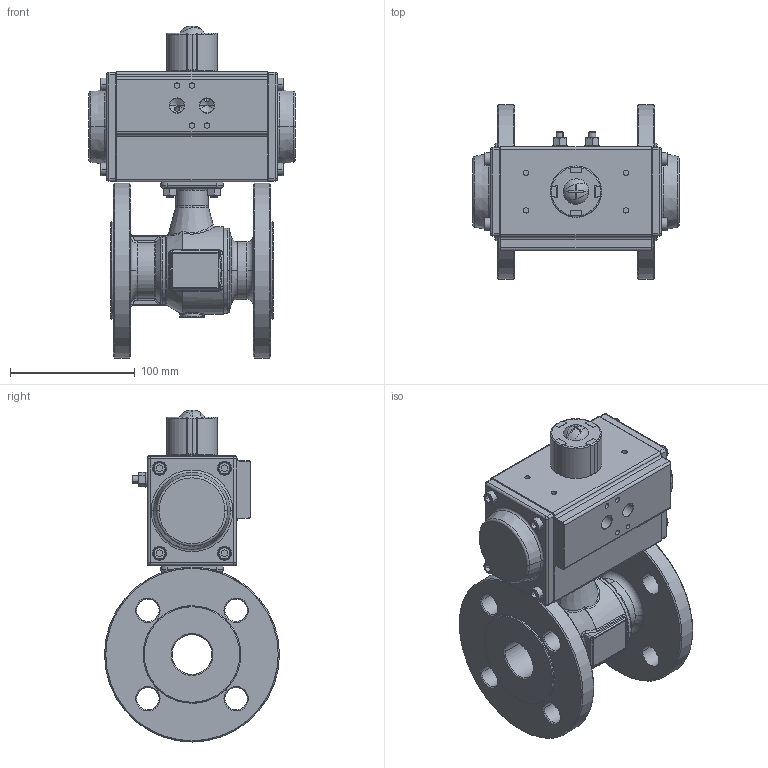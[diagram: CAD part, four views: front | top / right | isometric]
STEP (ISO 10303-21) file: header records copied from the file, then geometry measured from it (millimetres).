
FILE_DESCRIPTION(('HOOPS Exchange Step'),'2;1');
FILE_NAME('PK0401_DN32.stp','2025-04-09T11:01:26+02:00',('nieru'),('Unknown organisation'),'HOOPS Exchange 2024.2','HOOPS Exchange','Unknown authorisation');
FILE_SCHEMA( ('AP203_CONFIGURATION_CONTROLLED_3D_DESIGN_OF_MECHANICAL_PARTS_AND_ASSEMBLIES_MIM_LF') );
Length unit declared in the file: millimetre
Products named in the file (4): 0; root
Assembly tree (3 placements, depth 3):
  root
    0
      0
      0
Bounding box: 165 x 140 x 265.65 mm (x, y, z)
Volume: 640757.7 mm3; surface area: 258233.5 mm2
Topology: 33 solids, 1154 shells, 2080 faces, 7616 edges, 6671 vertices
Faces by surface type: cylinder 685, plane 519, bspline 343, torus 311, cone 162, sphere 60
Full cylindrical faces by diameter (mm): 5 x1
Entity records: 121311 total; most frequent: CARTESIAN_POINT 59129, DIRECTION 11690, ORIENTED_EDGE 9674, EDGE_CURVE 7496, VERTEX_POINT 6655, AXIS2_PLACEMENT_3D 4608, CIRCLE 2717, VECTOR 2474
